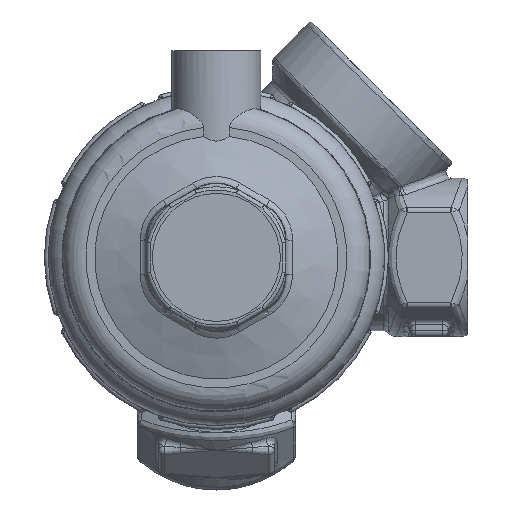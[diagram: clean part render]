
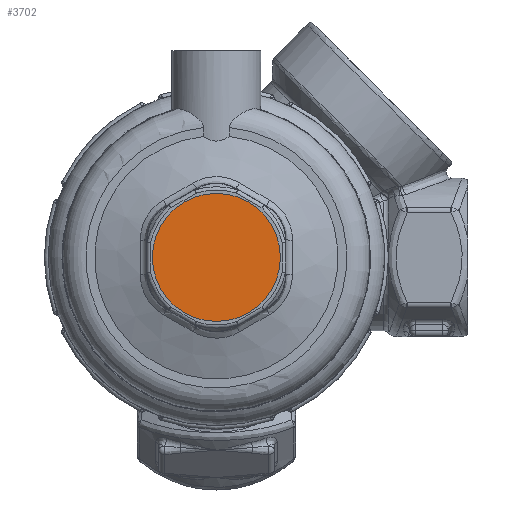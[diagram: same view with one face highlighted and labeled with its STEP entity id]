
A CAD part, front view. The second image highlights one B-rep face of the part: STEP entity #3702.
In plain terms, the highlighted planar face has unit normal (0, -1, 0).
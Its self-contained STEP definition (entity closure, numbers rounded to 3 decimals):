
#3702 = ADVANCED_FACE( '', ( #5137 ), #5138, .T. );
#5137 = FACE_OUTER_BOUND( '', #7536, .T. );
#5138 = PLANE( '', #7537 );
#7536 = EDGE_LOOP( '', ( #14521 ) );
#7537 = AXIS2_PLACEMENT_3D( '', #14522, #14523, #14524 );
#14521 = ORIENTED_EDGE( '', *, *, #23370, .T. );
#14522 = CARTESIAN_POINT( '', ( 0., -104.7, -16.55 ) );
#14523 = DIRECTION( '', ( 0., -1., 0. ) );
#14524 = DIRECTION( '', ( 0., 0., -1. ) );
#23370 = EDGE_CURVE( '', #25568, #25568, #25569, .T. );
#25568 = VERTEX_POINT( '', #29601 );
#25569 = CIRCLE( '', #29602, 16.55 );
#29601 = CARTESIAN_POINT( '', ( 0., -104.7, -16.55 ) );
#29602 = AXIS2_PLACEMENT_3D( '', #39343, #39344, #39345 );
#39343 = CARTESIAN_POINT( '', ( 0., -104.7, 0. ) );
#39344 = DIRECTION( '', ( 0., -1., 0. ) );
#39345 = DIRECTION( '', ( 0., 0., -1. ) );
